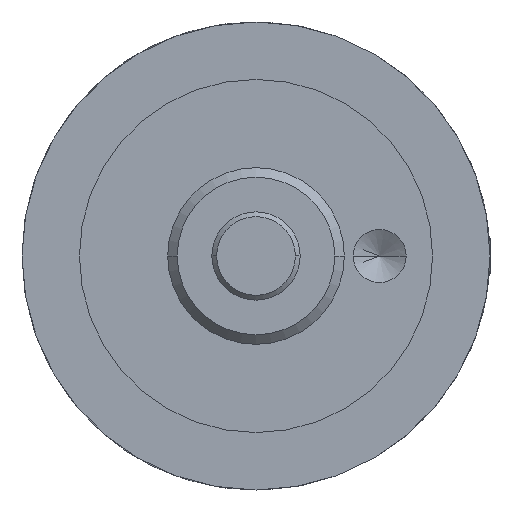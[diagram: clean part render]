
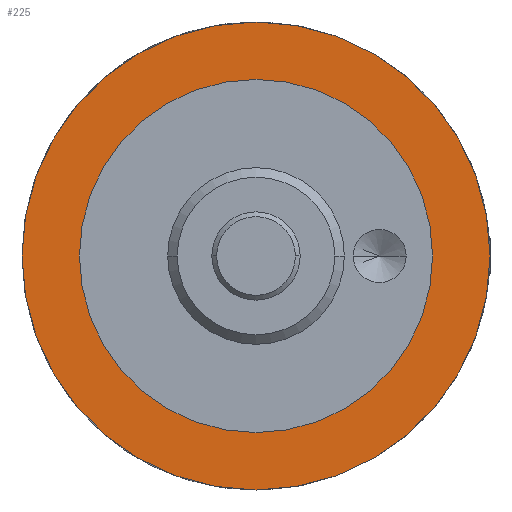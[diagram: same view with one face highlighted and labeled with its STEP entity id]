
A CAD part, front view. The second image highlights one B-rep face of the part: STEP entity #225.
In plain terms, the highlighted planar face has unit normal (0, -1, 0).
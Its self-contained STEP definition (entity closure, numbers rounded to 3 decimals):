
#225=ADVANCED_FACE('',(#501,#502),#503,.T.);
#501=FACE_OUTER_BOUND('',#858,.T.);
#502=FACE_BOUND('',#859,.T.);
#503=PLANE('',#860);
#858=EDGE_LOOP('',(#1378,#1379));
#859=EDGE_LOOP('',(#1380,#1381));
#860=AXIS2_PLACEMENT_3D('',#1382,#1383,#1384);
#1378=ORIENTED_EDGE('',*,*,#1987,.F.);
#1379=ORIENTED_EDGE('',*,*,#2110,.F.);
#1380=ORIENTED_EDGE('',*,*,#2000,.T.);
#1381=ORIENTED_EDGE('',*,*,#2107,.T.);
#1382=CARTESIAN_POINT('',(11.625,6.0,0.0));
#1383=DIRECTION('',(-0.0,-1.0,-0.0));
#1384=DIRECTION('',(-1.0,0.0,0.0));
#1987=EDGE_CURVE('',#2329,#2332,#2333,.T.);
#2000=EDGE_CURVE('',#2351,#2355,#2357,.T.);
#2107=EDGE_CURVE('',#2355,#2351,#2507,.T.);
#2110=EDGE_CURVE('',#2332,#2329,#2510,.T.);
#2329=VERTEX_POINT('',#2821);
#2332=VERTEX_POINT('',#2825);
#2333=CIRCLE('',#2826,13.25);
#2351=VERTEX_POINT('',#2848);
#2355=VERTEX_POINT('',#2853);
#2357=CIRCLE('',#2856,10.0);
#2507=CIRCLE('',#3094,10.0);
#2510=CIRCLE('',#3097,13.25);
#2821=CARTESIAN_POINT('',(13.25,6.0,0.0));
#2825=CARTESIAN_POINT('',(-13.25,6.0,0.));
#2826=AXIS2_PLACEMENT_3D('',#4018,#4019,#4020);
#2848=CARTESIAN_POINT('',(10.0,6.0,0.0));
#2853=CARTESIAN_POINT('',(-10.0,6.0,0.));
#2856=AXIS2_PLACEMENT_3D('',#4042,#4043,#4044);
#3094=AXIS2_PLACEMENT_3D('',#4181,#4182,#4183);
#3097=AXIS2_PLACEMENT_3D('',#4187,#4188,#4189);
#4018=CARTESIAN_POINT('',(0.0,6.0,0.0));
#4019=DIRECTION('',(-0.0,1.0,0.0));
#4020=DIRECTION('',(1.0,0.0,0.0));
#4042=CARTESIAN_POINT('',(0.0,6.0,0.0));
#4043=DIRECTION('',(-0.0,1.0,0.0));
#4044=DIRECTION('',(1.0,0.0,0.0));
#4181=CARTESIAN_POINT('',(0.0,6.0,0.0));
#4182=DIRECTION('',(-0.0,1.0,0.0));
#4183=DIRECTION('',(1.0,0.0,0.0));
#4187=CARTESIAN_POINT('',(0.0,6.0,0.0));
#4188=DIRECTION('',(-0.0,1.0,0.0));
#4189=DIRECTION('',(1.0,0.0,0.0));
